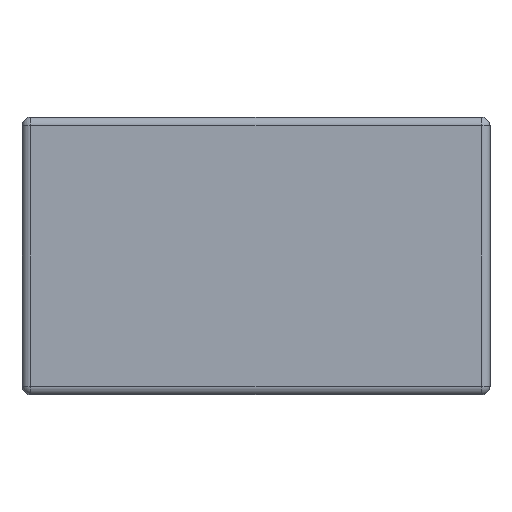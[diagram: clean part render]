
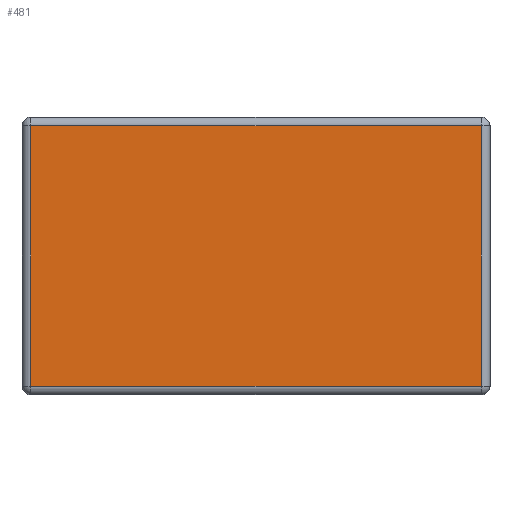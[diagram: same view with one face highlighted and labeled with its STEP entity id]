
A CAD part, left-side view. The second image highlights one B-rep face of the part: STEP entity #481.
In plain terms, the highlighted planar face has unit normal (-1, 0, 0).
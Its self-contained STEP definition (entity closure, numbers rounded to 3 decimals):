
#341 = EDGE_CURVE ( 'NONE', #483, #482, #875, .T. ) ;
#345 = EDGE_CURVE ( 'NONE', #492, #483, #858, .T. ) ;
#348 = ORIENTED_EDGE ( 'NONE', *, *, #480, .T. ) ;
#480 = EDGE_CURVE ( 'NONE', #503, #492, #1071, .T. ) ;
#481 = ADVANCED_FACE ( 'NONE', ( #1049 ), #1022, .F. ) ;
#482 = VERTEX_POINT ( 'NONE', #1027 ) ;
#483 = VERTEX_POINT ( 'NONE', #997 ) ;
#492 = VERTEX_POINT ( 'NONE', #1383 ) ;
#503 = VERTEX_POINT ( 'NONE', #1359 ) ;
#523 = ORIENTED_EDGE ( 'NONE', *, *, #341, .T. ) ;
#524 = EDGE_CURVE ( 'NONE', #482, #503, #1299, .T. ) ;
#526 = ORIENTED_EDGE ( 'NONE', *, *, #524, .T. ) ;
#571 = ORIENTED_EDGE ( 'NONE', *, *, #345, .T. ) ;
#574 = EDGE_LOOP ( 'NONE', ( #348, #571, #523, #526 ) ) ;
#855 = DIRECTION ( 'NONE',  ( 0., 0., -1. ) ) ;
#856 = VECTOR ( 'NONE', #855, 1000. ) ;
#857 = CARTESIAN_POINT ( 'NONE',  ( -1.6, 0.77, 0.95 ) ) ;
#858 = LINE ( 'NONE', #857, #856 ) ;
#871 = DIRECTION ( 'NONE',  ( 0., -1., 0. ) ) ;
#872 = VECTOR ( 'NONE', #871, 1000. ) ;
#873 = CARTESIAN_POINT ( 'NONE',  ( -1.6, 0.8, 0.03 ) ) ;
#875 = LINE ( 'NONE', #873, #872 ) ;
#997 = CARTESIAN_POINT ( 'NONE',  ( -1.6, 0.77, 0.03 ) ) ;
#999 = DIRECTION ( 'NONE',  ( 0., 0., -1. ) ) ;
#1000 = DIRECTION ( 'NONE',  ( 1., 0., 0. ) ) ;
#1001 = CARTESIAN_POINT ( 'NONE',  ( -1.6, 0.8, 0.95 ) ) ;
#1018 = AXIS2_PLACEMENT_3D ( 'NONE', #1001, #1000, #999 ) ;
#1019 = DIRECTION ( 'NONE',  ( 0., 1., 0. ) ) ;
#1020 = VECTOR ( 'NONE', #1019, 1000. ) ;
#1021 = CARTESIAN_POINT ( 'NONE',  ( -1.6, 0.8, 0.92 ) ) ;
#1022 = PLANE ( 'NONE',  #1018 ) ;
#1027 = CARTESIAN_POINT ( 'NONE',  ( -1.6, -0.77, 0.03 ) ) ;
#1049 = FACE_OUTER_BOUND ( 'NONE', #574, .T. ) ;
#1071 = LINE ( 'NONE', #1021, #1020 ) ;
#1283 = DIRECTION ( 'NONE',  ( 0., 0., 1. ) ) ;
#1284 = VECTOR ( 'NONE', #1283, 1000. ) ;
#1298 = CARTESIAN_POINT ( 'NONE',  ( -1.6, -0.77, 0.95 ) ) ;
#1299 = LINE ( 'NONE', #1298, #1284 ) ;
#1359 = CARTESIAN_POINT ( 'NONE',  ( -1.6, -0.77, 0.92 ) ) ;
#1383 = CARTESIAN_POINT ( 'NONE',  ( -1.6, 0.77, 0.92 ) ) ;
